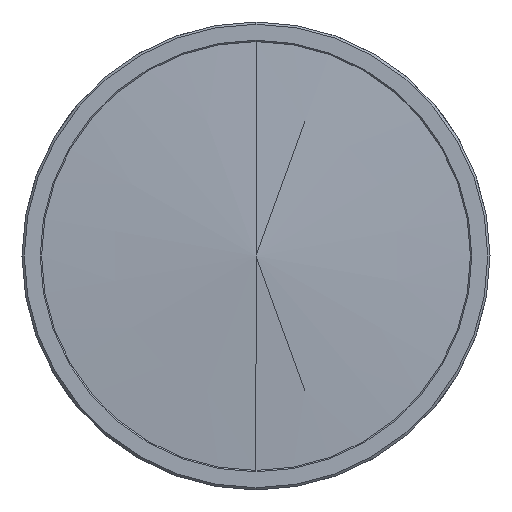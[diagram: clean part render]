
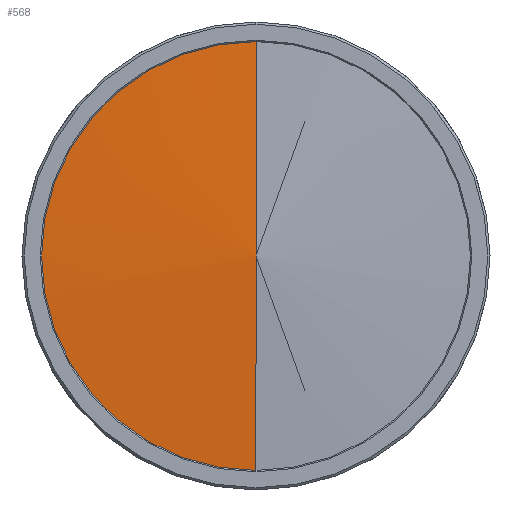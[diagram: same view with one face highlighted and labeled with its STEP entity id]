
A CAD part, left-side view. The second image highlights one B-rep face of the part: STEP entity #568.
In plain terms, the highlighted conical face has half-angle 86.494 degrees and reference radius 49.995 mm.
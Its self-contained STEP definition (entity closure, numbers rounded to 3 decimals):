
#49 = CARTESIAN_POINT ( 'NONE',  ( 2.92, 0., -47.65 ) ) ;
#138 = AXIS2_PLACEMENT_3D ( 'NONE', #4471, #1892, #1205 ) ;
#202 = FACE_OUTER_BOUND ( 'NONE', #3215, .T. ) ;
#408 = DIRECTION ( 'NONE',  ( 0.061, 0., 0.998 ) ) ;
#509 = ORIENTED_EDGE ( 'NONE', *, *, #2094, .F. ) ;
#568 = ADVANCED_FACE ( 'NONE', ( #202 ), #2141, .T. ) ;
#858 = ORIENTED_EDGE ( 'NONE', *, *, #3686, .T. ) ;
#1034 = VECTOR ( 'NONE', #408, 1000. ) ;
#1205 = DIRECTION ( 'NONE',  ( 0., 0., -1. ) ) ;
#1304 = CARTESIAN_POINT ( 'NONE',  ( 0., 0., 0. ) ) ;
#1306 = VECTOR ( 'NONE', #2846, 1000. ) ;
#1598 = DIRECTION ( 'NONE',  ( 1., 0., 0. ) ) ;
#1822 = CARTESIAN_POINT ( 'NONE',  ( 3.063, 0., 49.995 ) ) ;
#1892 = DIRECTION ( 'NONE',  ( 1., 0., 0. ) ) ;
#2094 = EDGE_CURVE ( 'NONE', #2628, #3491, #3444, .T. ) ;
#2141 = CONICAL_SURFACE ( 'NONE', #4551, 49.995, 1.51 ) ;
#2626 = CARTESIAN_POINT ( 'NONE',  ( 3.063, 0., 0. ) ) ;
#2628 = VERTEX_POINT ( 'NONE', #1304 ) ;
#2656 = DIRECTION ( 'NONE',  ( 0., 0., -1. ) ) ;
#2846 = DIRECTION ( 'NONE',  ( 0.061, 0., -0.998 ) ) ;
#2898 = CARTESIAN_POINT ( 'NONE',  ( 3.063, 0., -49.995 ) ) ;
#3070 = CIRCLE ( 'NONE', #138, 47.65 ) ;
#3172 = VERTEX_POINT ( 'NONE', #3457 ) ;
#3215 = EDGE_LOOP ( 'NONE', ( #509, #858, #3313 ) ) ;
#3313 = ORIENTED_EDGE ( 'NONE', *, *, #4234, .F. ) ;
#3444 = LINE ( 'NONE', #2898, #1306 ) ;
#3457 = CARTESIAN_POINT ( 'NONE',  ( 2.92, 0., 47.65 ) ) ;
#3491 = VERTEX_POINT ( 'NONE', #49 ) ;
#3686 = EDGE_CURVE ( 'NONE', #2628, #3172, #4192, .T. ) ;
#4192 = LINE ( 'NONE', #1822, #1034 ) ;
#4234 = EDGE_CURVE ( 'NONE', #3491, #3172, #3070, .T. ) ;
#4471 = CARTESIAN_POINT ( 'NONE',  ( 2.92, 0., 0. ) ) ;
#4551 = AXIS2_PLACEMENT_3D ( 'NONE', #2626, #1598, #2656 ) ;
